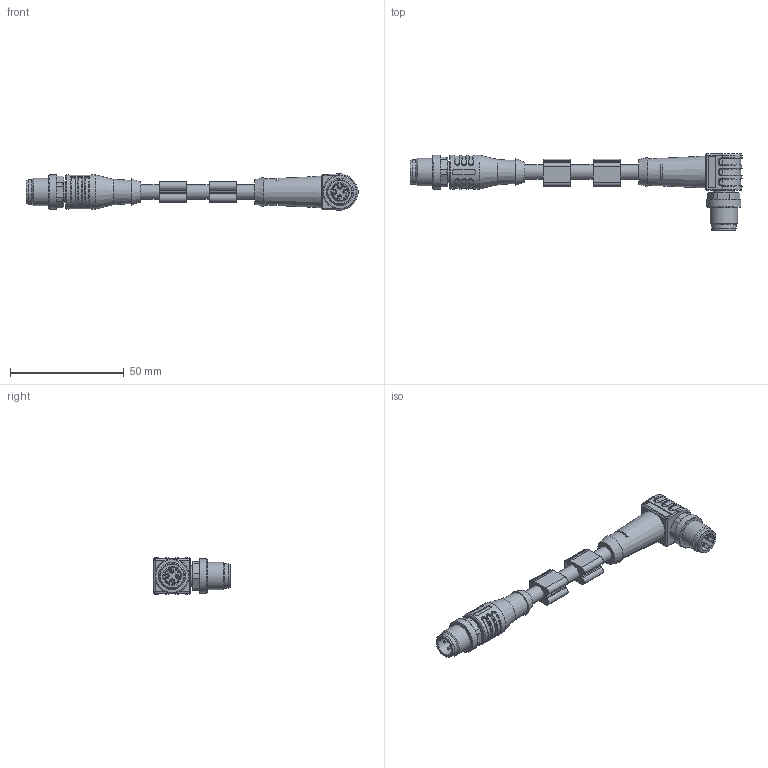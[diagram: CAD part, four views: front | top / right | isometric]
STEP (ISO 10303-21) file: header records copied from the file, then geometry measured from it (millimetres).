
FILE_DESCRIPTION(/* description */ (''),/* implementation_level */ '2;1');
FILE_NAME(/* name */ 'IE-WWASSY4_029-L-IE-WASSY4_029_stp.stp',/* time_stamp */ '2017-03-14T15:22:48+01:00',/* author */ (''),/* organization */ (''),/* preprocessor_version */ 'ST-DEVELOPER v16',/* originating_system */ 'SIEMENS PLM Software NX 10.0',/* authorisation */ '');
FILE_SCHEMA (('AUTOMOTIVE_DESIGN { 1 0 10303 214 3 1 1 1 }'));
Length unit declared in the file: millimetre
Products named in the file (1): IE-WWASSY4_029-L-IE-WASSY4_029_stp
Bounding box: 145.97 x 33.5 x 15.97 mm (x, y, z)
Volume: 17946.6 mm3; surface area: 8743.5 mm2
Topology: 1 solids, 1 shells, 621 faces, 1572 edges, 983 vertices
Faces by surface type: plane 210, cylinder 209, bspline 70, extrusion 50, torus 47, cone 23, sphere 12
Full cylindrical faces by diameter (mm): 1 x8, 6.5 x3, 8.3 x2, 9.3 x2, 10.5 x2, 10.8 x2, 12 x2, 15 x3
Entity records: 20016 total; most frequent: CARTESIAN_POINT 6248, ORIENTED_EDGE 2964, DIRECTION 2677, EDGE_CURVE 1482, AXIS2_PLACEMENT_3D 995, VERTEX_POINT 952, EDGE_LOOP 714, VECTOR 687
